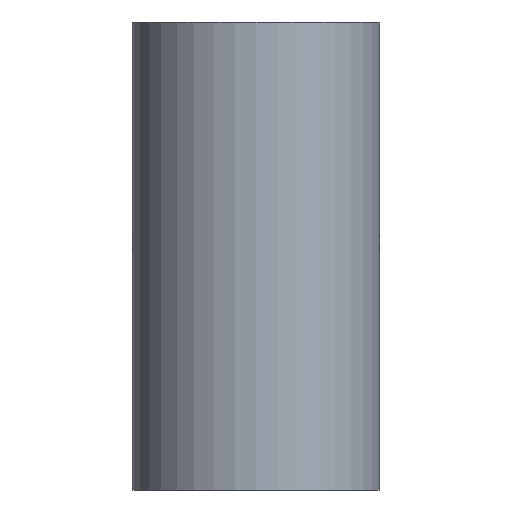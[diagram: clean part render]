
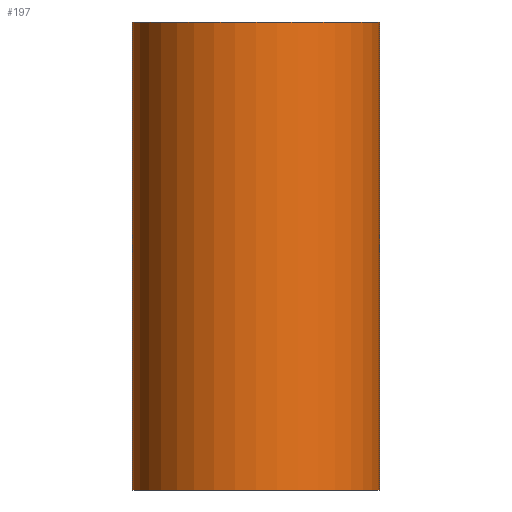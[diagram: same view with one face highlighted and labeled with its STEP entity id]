
A CAD part, front view. The second image highlights one B-rep face of the part: STEP entity #197.
In plain terms, the highlighted cylindrical face has radius 37.5 mm (diameter 75 mm), a full revolution.
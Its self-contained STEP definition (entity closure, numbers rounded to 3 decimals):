
#16=B_SPLINE_CURVE_WITH_KNOTS('',3,(#409,#410,#411,#412,#413,#414,#415,
#416,#417,#418,#419,#420,#421,#422,#423,#424,#425,#426,#427,#428,#429,#430,
#431,#432,#433,#434,#435,#436,#437,#438,#439,#440,#441,#442,#443,#444,#445,
#446,#447,#448,#449,#450,#451,#452,#453,#454,#455,#456,#457,#458,#459,#460,
#461,#462,#463,#464,#465,#466,#467,#468,#469,#470,#471,#472,#473,#474),
 .UNSPECIFIED.,.T.,.F.,(4,2,2,2,2,2,2,2,2,2,2,2,2,2,2,2,2,2,2,2,2,2,2,2,
2,2,2,2,2,2,2,2,4),(0.,0.504,1.009,1.513,
2.018,2.516,3.014,3.513,4.011,
4.509,5.007,5.506,6.004,6.508,
7.013,7.517,8.022,8.526,9.031,
9.535,10.04,10.538,11.036,11.534,
12.033,12.531,13.029,13.528,14.026,
14.53,15.035,15.539,16.044),
 .UNSPECIFIED.);
#29=CYLINDRICAL_SURFACE('',#230,37.5);
#44=FACE_BOUND('',#92,.T.);
#45=FACE_BOUND('',#93,.T.);
#61=FACE_OUTER_BOUND('',#91,.T.);
#91=EDGE_LOOP('',(#174));
#92=EDGE_LOOP('',(#175));
#93=EDGE_LOOP('',(#176));
#101=CIRCLE('',#208,37.5);
#105=CIRCLE('',#215,37.5);
#116=VERTEX_POINT('',#307);
#120=VERTEX_POINT('',#318);
#129=VERTEX_POINT('',#408);
#133=EDGE_CURVE('',#116,#116,#101,.T.);
#137=EDGE_CURVE('',#120,#120,#105,.T.);
#146=EDGE_CURVE('',#129,#129,#16,.T.);
#174=ORIENTED_EDGE('',*,*,#133,.F.);
#175=ORIENTED_EDGE('',*,*,#137,.F.);
#176=ORIENTED_EDGE('',*,*,#146,.T.);
#197=ADVANCED_FACE('',(#61,#44,#45),#29,.T.);
#208=AXIS2_PLACEMENT_3D('',#308,#247,#248);
#215=AXIS2_PLACEMENT_3D('',#319,#261,#262);
#230=AXIS2_PLACEMENT_3D('',#475,#291,#292);
#247=DIRECTION('center_axis',(0.,0.,1.));
#248=DIRECTION('ref_axis',(-1.,0.,0.));
#261=DIRECTION('center_axis',(0.,0.,-1.));
#262=DIRECTION('ref_axis',(-1.,0.,0.));
#291=DIRECTION('center_axis',(0.,0.,1.));
#292=DIRECTION('ref_axis',(-1.,0.,0.));
#307=CARTESIAN_POINT('',(37.5,0.,71.));
#308=CARTESIAN_POINT('Origin',(0.,0.,71.));
#318=CARTESIAN_POINT('',(37.5,0.,-71.));
#319=CARTESIAN_POINT('Origin',(0.,0.,-71.));
#408=CARTESIAN_POINT('',(25.5,27.495,0.));
#409=CARTESIAN_POINT('Ctrl Pts',(25.5,27.495,0.));
#410=CARTESIAN_POINT('Ctrl Pts',(25.5,27.495,1.681));
#411=CARTESIAN_POINT('Ctrl Pts',(25.331,27.654,3.387));
#412=CARTESIAN_POINT('Ctrl Pts',(24.656,28.259,6.727));
#413=CARTESIAN_POINT('Ctrl Pts',(24.149,28.702,8.363));
#414=CARTESIAN_POINT('Ctrl Pts',(22.836,29.757,11.472));
#415=CARTESIAN_POINT('Ctrl Pts',(22.03,30.368,12.948));
#416=CARTESIAN_POINT('Ctrl Pts',(20.182,31.626,15.674));
#417=CARTESIAN_POINT('Ctrl Pts',(19.14,32.273,16.923));
#418=CARTESIAN_POINT('Ctrl Pts',(16.936,33.481,19.126));
#419=CARTESIAN_POINT('Ctrl Pts',(15.694,34.09,20.166));
#420=CARTESIAN_POINT('Ctrl Pts',(12.968,35.217,22.018));
#421=CARTESIAN_POINT('Ctrl Pts',(11.484,35.735,22.831));
#422=CARTESIAN_POINT('Ctrl Pts',(8.355,36.593,24.152));
#423=CARTESIAN_POINT('Ctrl Pts',(6.708,36.934,24.661));
#424=CARTESIAN_POINT('Ctrl Pts',(3.361,37.387,25.335));
#425=CARTESIAN_POINT('Ctrl Pts',(1.661,37.5,25.5));
#426=CARTESIAN_POINT('Ctrl Pts',(-1.661,37.5,25.5));
#427=CARTESIAN_POINT('Ctrl Pts',(-3.361,37.387,25.335));
#428=CARTESIAN_POINT('Ctrl Pts',(-6.708,36.934,24.661));
#429=CARTESIAN_POINT('Ctrl Pts',(-8.355,36.593,24.152));
#430=CARTESIAN_POINT('Ctrl Pts',(-11.484,35.735,22.831));
#431=CARTESIAN_POINT('Ctrl Pts',(-12.968,35.217,22.018));
#432=CARTESIAN_POINT('Ctrl Pts',(-15.694,34.09,20.166));
#433=CARTESIAN_POINT('Ctrl Pts',(-16.936,33.481,19.126));
#434=CARTESIAN_POINT('Ctrl Pts',(-19.14,32.273,16.923));
#435=CARTESIAN_POINT('Ctrl Pts',(-20.182,31.626,15.674));
#436=CARTESIAN_POINT('Ctrl Pts',(-22.03,30.368,12.948));
#437=CARTESIAN_POINT('Ctrl Pts',(-22.836,29.757,11.472));
#438=CARTESIAN_POINT('Ctrl Pts',(-24.149,28.702,8.363));
#439=CARTESIAN_POINT('Ctrl Pts',(-24.656,28.259,6.727));
#440=CARTESIAN_POINT('Ctrl Pts',(-25.331,27.654,3.387));
#441=CARTESIAN_POINT('Ctrl Pts',(-25.5,27.495,1.681));
#442=CARTESIAN_POINT('Ctrl Pts',(-25.5,27.495,-1.681));
#443=CARTESIAN_POINT('Ctrl Pts',(-25.331,27.654,-3.387));
#444=CARTESIAN_POINT('Ctrl Pts',(-24.656,28.259,-6.727));
#445=CARTESIAN_POINT('Ctrl Pts',(-24.149,28.702,-8.363));
#446=CARTESIAN_POINT('Ctrl Pts',(-22.836,29.757,-11.472));
#447=CARTESIAN_POINT('Ctrl Pts',(-22.03,30.368,-12.948));
#448=CARTESIAN_POINT('Ctrl Pts',(-20.182,31.626,-15.674));
#449=CARTESIAN_POINT('Ctrl Pts',(-19.14,32.273,-16.923));
#450=CARTESIAN_POINT('Ctrl Pts',(-16.936,33.481,-19.126));
#451=CARTESIAN_POINT('Ctrl Pts',(-15.694,34.09,-20.166));
#452=CARTESIAN_POINT('Ctrl Pts',(-12.968,35.217,-22.018));
#453=CARTESIAN_POINT('Ctrl Pts',(-11.484,35.735,-22.831));
#454=CARTESIAN_POINT('Ctrl Pts',(-8.355,36.593,-24.152));
#455=CARTESIAN_POINT('Ctrl Pts',(-6.708,36.934,-24.661));
#456=CARTESIAN_POINT('Ctrl Pts',(-3.361,37.387,-25.335));
#457=CARTESIAN_POINT('Ctrl Pts',(-1.661,37.5,-25.5));
#458=CARTESIAN_POINT('Ctrl Pts',(1.661,37.5,-25.5));
#459=CARTESIAN_POINT('Ctrl Pts',(3.361,37.387,-25.335));
#460=CARTESIAN_POINT('Ctrl Pts',(6.708,36.934,-24.661));
#461=CARTESIAN_POINT('Ctrl Pts',(8.355,36.593,-24.152));
#462=CARTESIAN_POINT('Ctrl Pts',(11.484,35.735,-22.831));
#463=CARTESIAN_POINT('Ctrl Pts',(12.968,35.217,-22.018));
#464=CARTESIAN_POINT('Ctrl Pts',(15.694,34.09,-20.166));
#465=CARTESIAN_POINT('Ctrl Pts',(16.936,33.481,-19.126));
#466=CARTESIAN_POINT('Ctrl Pts',(19.14,32.273,-16.923));
#467=CARTESIAN_POINT('Ctrl Pts',(20.182,31.626,-15.674));
#468=CARTESIAN_POINT('Ctrl Pts',(22.03,30.368,-12.948));
#469=CARTESIAN_POINT('Ctrl Pts',(22.836,29.757,-11.472));
#470=CARTESIAN_POINT('Ctrl Pts',(24.149,28.702,-8.363));
#471=CARTESIAN_POINT('Ctrl Pts',(24.656,28.259,-6.727));
#472=CARTESIAN_POINT('Ctrl Pts',(25.331,27.654,-3.387));
#473=CARTESIAN_POINT('Ctrl Pts',(25.5,27.495,-1.681));
#474=CARTESIAN_POINT('Ctrl Pts',(25.5,27.495,0.));
#475=CARTESIAN_POINT('Origin',(0.,0.,0.));
